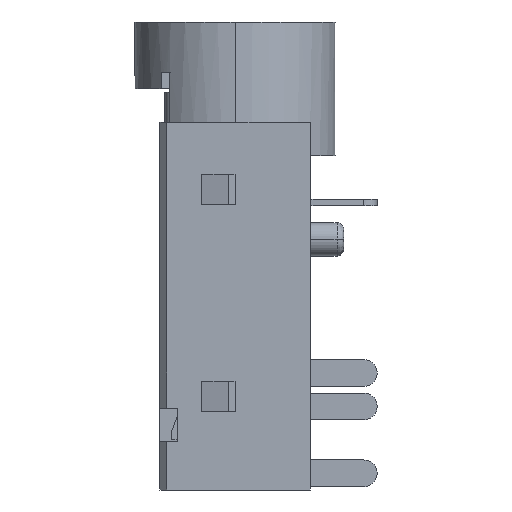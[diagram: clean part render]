
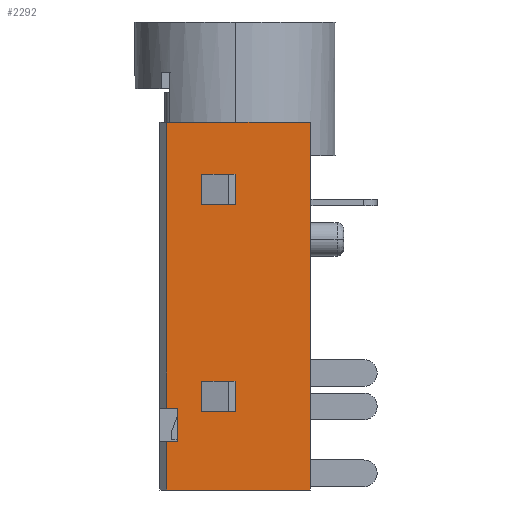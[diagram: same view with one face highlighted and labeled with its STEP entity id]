
A CAD part, left-side view. The second image highlights one B-rep face of the part: STEP entity #2292.
In plain terms, the highlighted planar face has unit normal (-1, 0, 0).
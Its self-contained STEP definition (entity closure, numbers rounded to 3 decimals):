
#333 = DIRECTION ( 'NONE',  ( 0., 0., 1. ) ) ;
#757 = EDGE_CURVE ( 'NONE', #8562, #4194, #15752, .T. ) ;
#780 = LINE ( 'NONE', #11488, #10647 ) ;
#872 = DIRECTION ( 'NONE',  ( 0., 0., -1. ) ) ;
#1132 = CARTESIAN_POINT ( 'NONE',  ( -4.5, 2.25, 9.45 ) ) ;
#1402 = VERTEX_POINT ( 'NONE', #11226 ) ;
#1570 = EDGE_CURVE ( 'NONE', #2068, #12208, #17257, .T. ) ;
#1676 = CARTESIAN_POINT ( 'NONE',  ( -4.5, 1.725, 1.45 ) ) ;
#1713 = DIRECTION ( 'NONE',  ( 0., -1., 0. ) ) ;
#1914 = VECTOR ( 'NONE', #20641, 1000. ) ;
#2068 = VERTEX_POINT ( 'NONE', #1676 ) ;
#2159 = DIRECTION ( 'NONE',  ( 0., 0., 1. ) ) ;
#2185 = EDGE_CURVE ( 'NONE', #1402, #5920, #7429, .T. ) ;
#2266 = EDGE_CURVE ( 'NONE', #18035, #18214, #11769, .T. ) ;
#2292 = ADVANCED_FACE ( 'NONE', ( #17749, #6875, #3234 ), #12536, .F. ) ;
#2661 = CARTESIAN_POINT ( 'NONE',  ( -4.5, 1., 11. ) ) ;
#2689 = LINE ( 'NONE', #1132, #16425 ) ;
#2990 = CARTESIAN_POINT ( 'NONE',  ( -4.5, -2.25, 0. ) ) ;
#3224 = CARTESIAN_POINT ( 'NONE',  ( -4.5, 2.05, 2.45 ) ) ;
#3234 = FACE_BOUND ( 'NONE', #10777, .T. ) ;
#3242 = DIRECTION ( 'NONE',  ( 0., 1., 0. ) ) ;
#3300 = VECTOR ( 'NONE', #7920, 1000. ) ;
#3513 = ORIENTED_EDGE ( 'NONE', *, *, #9588, .F. ) ;
#3742 = LINE ( 'NONE', #18805, #19528 ) ;
#3964 = DIRECTION ( 'NONE',  ( 0., 1., 0. ) ) ;
#4137 = CARTESIAN_POINT ( 'NONE',  ( -4.5, 1.725, 11. ) ) ;
#4194 = VERTEX_POINT ( 'NONE', #13438 ) ;
#4391 = ORIENTED_EDGE ( 'NONE', *, *, #21098, .F. ) ;
#4461 = CARTESIAN_POINT ( 'NONE',  ( -4.5, 1., 2.35 ) ) ;
#4688 = LINE ( 'NONE', #12360, #17360 ) ;
#4860 = VECTOR ( 'NONE', #20717, 1000. ) ;
#4926 = CARTESIAN_POINT ( 'NONE',  ( -4.5, 2.05, 1.45 ) ) ;
#5238 = EDGE_CURVE ( 'NONE', #6490, #10240, #3742, .T. ) ;
#5271 = EDGE_CURVE ( 'NONE', #18214, #12513, #2689, .T. ) ;
#5328 = EDGE_LOOP ( 'NONE', ( #11169, #9587, #15135, #9629 ) ) ;
#5473 = AXIS2_PLACEMENT_3D ( 'NONE', #14053, #17235, #872 ) ;
#5593 = CARTESIAN_POINT ( 'NONE',  ( -4.5, 0., 11. ) ) ;
#5920 = VERTEX_POINT ( 'NONE', #9472 ) ;
#5945 = VERTEX_POINT ( 'NONE', #4461 ) ;
#6316 = CARTESIAN_POINT ( 'NONE',  ( -4.5, 0., 11. ) ) ;
#6490 = VERTEX_POINT ( 'NONE', #2990 ) ;
#6533 = ORIENTED_EDGE ( 'NONE', *, *, #6940, .F. ) ;
#6591 = VECTOR ( 'NONE', #15872, 1000. ) ;
#6616 = ORIENTED_EDGE ( 'NONE', *, *, #757, .F. ) ;
#6682 = CARTESIAN_POINT ( 'NONE',  ( -4.5, 0., 9.45 ) ) ;
#6779 = VECTOR ( 'NONE', #8490, 1000. ) ;
#6812 = CARTESIAN_POINT ( 'NONE',  ( -4.5, 1.725, 2.45 ) ) ;
#6875 = FACE_BOUND ( 'NONE', #5328, .T. ) ;
#6940 = EDGE_CURVE ( 'NONE', #5945, #1402, #13233, .T. ) ;
#7053 = ORIENTED_EDGE ( 'NONE', *, *, #11024, .F. ) ;
#7123 = EDGE_CURVE ( 'NONE', #15458, #18035, #780, .T. ) ;
#7241 = DIRECTION ( 'NONE',  ( 0., 0., -1. ) ) ;
#7373 = EDGE_CURVE ( 'NONE', #12513, #15458, #4688, .T. ) ;
#7429 = LINE ( 'NONE', #5593, #12839 ) ;
#7754 = VECTOR ( 'NONE', #333, 1000. ) ;
#7920 = DIRECTION ( 'NONE',  ( 0., 0., -1. ) ) ;
#7992 = CARTESIAN_POINT ( 'NONE',  ( -4.5, 2.25, 2.35 ) ) ;
#8010 = ORIENTED_EDGE ( 'NONE', *, *, #2185, .F. ) ;
#8100 = ORIENTED_EDGE ( 'NONE', *, *, #5238, .F. ) ;
#8336 = LINE ( 'NONE', #18381, #6779 ) ;
#8490 = DIRECTION ( 'NONE',  ( 0., 0., 1. ) ) ;
#8520 = LINE ( 'NONE', #6812, #15761 ) ;
#8562 = VERTEX_POINT ( 'NONE', #3224 ) ;
#9134 = VECTOR ( 'NONE', #20931, 1000. ) ;
#9472 = CARTESIAN_POINT ( 'NONE',  ( -4.5, 0., 3.25 ) ) ;
#9505 = DIRECTION ( 'NONE',  ( 0., 1., 0. ) ) ;
#9525 = EDGE_LOOP ( 'NONE', ( #14278, #12505, #8100, #9776, #3513, #6616, #19054, #7053 ) ) ;
#9587 = ORIENTED_EDGE ( 'NONE', *, *, #2266, .F. ) ;
#9588 = EDGE_CURVE ( 'NONE', #4194, #12284, #13918, .T. ) ;
#9629 = ORIENTED_EDGE ( 'NONE', *, *, #7373, .F. ) ;
#9740 = EDGE_CURVE ( 'NONE', #10240, #12208, #16260, .T. ) ;
#9776 = ORIENTED_EDGE ( 'NONE', *, *, #12329, .T. ) ;
#10205 = LINE ( 'NONE', #4137, #6591 ) ;
#10240 = VERTEX_POINT ( 'NONE', #18713 ) ;
#10647 = VECTOR ( 'NONE', #1713, 1000. ) ;
#10665 = CARTESIAN_POINT ( 'NONE',  ( -4.5, 1., 8.55 ) ) ;
#10777 = EDGE_LOOP ( 'NONE', ( #4391, #8010, #6533, #20629 ) ) ;
#11024 = EDGE_CURVE ( 'NONE', #2068, #12050, #10205, .T. ) ;
#11169 = ORIENTED_EDGE ( 'NONE', *, *, #5271, .F. ) ;
#11226 = CARTESIAN_POINT ( 'NONE',  ( -4.5, 0., 2.35 ) ) ;
#11292 = DIRECTION ( 'NONE',  ( 0., -1., 0. ) ) ;
#11488 = CARTESIAN_POINT ( 'NONE',  ( -4.5, 2.25, 8.55 ) ) ;
#11723 = CARTESIAN_POINT ( 'NONE',  ( -4.5, -2.25, 11. ) ) ;
#11769 = LINE ( 'NONE', #15641, #1914 ) ;
#11780 = CARTESIAN_POINT ( 'NONE',  ( -4.5, 2.05, 11. ) ) ;
#12050 = VERTEX_POINT ( 'NONE', #19264 ) ;
#12208 = VERTEX_POINT ( 'NONE', #4926 ) ;
#12284 = VERTEX_POINT ( 'NONE', #11723 ) ;
#12329 = EDGE_CURVE ( 'NONE', #6490, #12284, #8336, .T. ) ;
#12360 = CARTESIAN_POINT ( 'NONE',  ( -4.5, 1., 11. ) ) ;
#12505 = ORIENTED_EDGE ( 'NONE', *, *, #9740, .F. ) ;
#12513 = VERTEX_POINT ( 'NONE', #17581 ) ;
#12536 = PLANE ( 'NONE',  #5473 ) ;
#12672 = CARTESIAN_POINT ( 'NONE',  ( -4.5, 2.25, 3.25 ) ) ;
#12761 = VERTEX_POINT ( 'NONE', #21487 ) ;
#12839 = VECTOR ( 'NONE', #2159, 1000. ) ;
#13233 = LINE ( 'NONE', #7992, #9134 ) ;
#13438 = CARTESIAN_POINT ( 'NONE',  ( -4.5, 2.05, 11. ) ) ;
#13918 = LINE ( 'NONE', #6316, #20657 ) ;
#14053 = CARTESIAN_POINT ( 'NONE',  ( -4.5, 2.25, 11. ) ) ;
#14170 = EDGE_CURVE ( 'NONE', #12761, #5945, #18089, .T. ) ;
#14278 = ORIENTED_EDGE ( 'NONE', *, *, #1570, .T. ) ;
#14364 = LINE ( 'NONE', #12672, #20316 ) ;
#15135 = ORIENTED_EDGE ( 'NONE', *, *, #7123, .F. ) ;
#15457 = DIRECTION ( 'NONE',  ( 0., -1., 0. ) ) ;
#15458 = VERTEX_POINT ( 'NONE', #10665 ) ;
#15641 = CARTESIAN_POINT ( 'NONE',  ( -4.5, 0., 11. ) ) ;
#15752 = LINE ( 'NONE', #20570, #4860 ) ;
#15761 = VECTOR ( 'NONE', #15457, 1000. ) ;
#15872 = DIRECTION ( 'NONE',  ( 0., 0., 1. ) ) ;
#16260 = LINE ( 'NONE', #11780, #7754 ) ;
#16307 = CARTESIAN_POINT ( 'NONE',  ( -4.5, 0., 8.55 ) ) ;
#16425 = VECTOR ( 'NONE', #9505, 1000. ) ;
#17235 = DIRECTION ( 'NONE',  ( 1., 0., 0. ) ) ;
#17257 = LINE ( 'NONE', #17959, #19080 ) ;
#17360 = VECTOR ( 'NONE', #7241, 1000. ) ;
#17581 = CARTESIAN_POINT ( 'NONE',  ( -4.5, 1., 9.45 ) ) ;
#17749 = FACE_OUTER_BOUND ( 'NONE', #9525, .T. ) ;
#17878 = DIRECTION ( 'NONE',  ( 0., 1., 0. ) ) ;
#17959 = CARTESIAN_POINT ( 'NONE',  ( -4.5, 1.725, 1.45 ) ) ;
#18035 = VERTEX_POINT ( 'NONE', #16307 ) ;
#18089 = LINE ( 'NONE', #2661, #3300 ) ;
#18214 = VERTEX_POINT ( 'NONE', #6682 ) ;
#18381 = CARTESIAN_POINT ( 'NONE',  ( -4.5, -2.25, 11. ) ) ;
#18713 = CARTESIAN_POINT ( 'NONE',  ( -4.5, 2.05, 0. ) ) ;
#18805 = CARTESIAN_POINT ( 'NONE',  ( -4.5, 2.25, 0. ) ) ;
#18831 = EDGE_CURVE ( 'NONE', #8562, #12050, #8520, .T. ) ;
#19054 = ORIENTED_EDGE ( 'NONE', *, *, #18831, .T. ) ;
#19080 = VECTOR ( 'NONE', #3242, 1000. ) ;
#19264 = CARTESIAN_POINT ( 'NONE',  ( -4.5, 1.725, 2.45 ) ) ;
#19528 = VECTOR ( 'NONE', #3964, 1000. ) ;
#20316 = VECTOR ( 'NONE', #17878, 1000. ) ;
#20570 = CARTESIAN_POINT ( 'NONE',  ( -4.5, 2.05, 11. ) ) ;
#20629 = ORIENTED_EDGE ( 'NONE', *, *, #14170, .F. ) ;
#20641 = DIRECTION ( 'NONE',  ( 0., 0., 1. ) ) ;
#20657 = VECTOR ( 'NONE', #11292, 1000. ) ;
#20717 = DIRECTION ( 'NONE',  ( 0., 0., 1. ) ) ;
#20931 = DIRECTION ( 'NONE',  ( 0., -1., 0. ) ) ;
#21098 = EDGE_CURVE ( 'NONE', #5920, #12761, #14364, .T. ) ;
#21487 = CARTESIAN_POINT ( 'NONE',  ( -4.5, 1., 3.25 ) ) ;
